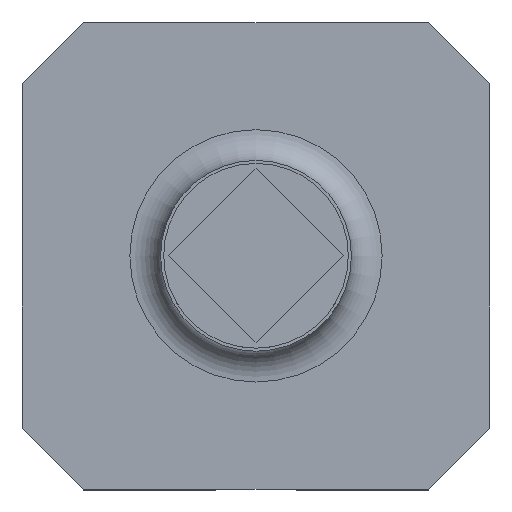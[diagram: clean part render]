
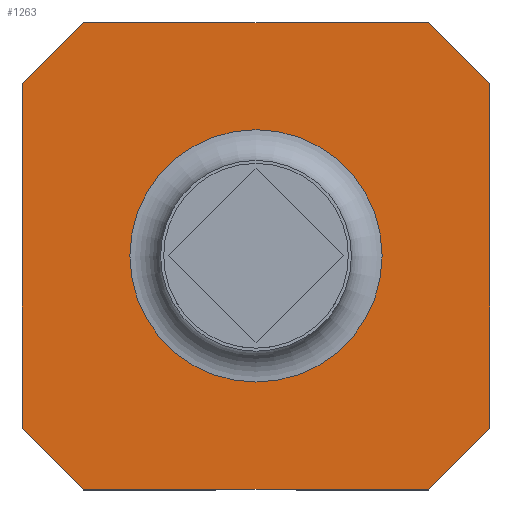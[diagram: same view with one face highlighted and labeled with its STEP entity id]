
A CAD part, top view. The second image highlights one B-rep face of the part: STEP entity #1263.
In plain terms, the highlighted planar face has unit normal (0, 0, 1).
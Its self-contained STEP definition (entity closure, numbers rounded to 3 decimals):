
#16=FACE_BOUND('',#119,.T.);
#21=CIRCLE('',#1333,2.05);
#51=FACE_OUTER_BOUND('',#118,.T.);
#118=EDGE_LOOP('',(#956,#957,#958,#959,#960,#961,#962,#963,#964,#965,#966,
#967));
#119=EDGE_LOOP('',(#968));
#184=LINE('',#1736,#356);
#186=LINE('',#1742,#358);
#195=LINE('',#1758,#367);
#251=LINE('',#1871,#423);
#256=LINE('',#1881,#428);
#262=LINE('',#1892,#434);
#265=LINE('',#1899,#437);
#266=LINE('',#1901,#438);
#267=LINE('',#1902,#439);
#268=LINE('',#1904,#440);
#269=LINE('',#1906,#441);
#270=LINE('',#1907,#442);
#356=VECTOR('',#1413,10.);
#358=VECTOR('',#1417,10.);
#367=VECTOR('',#1432,10.);
#423=VECTOR('',#1506,10.);
#428=VECTOR('',#1513,10.);
#434=VECTOR('',#1525,10.);
#437=VECTOR('',#1534,10.);
#438=VECTOR('',#1535,10.);
#439=VECTOR('',#1536,10.);
#440=VECTOR('',#1537,10.);
#441=VECTOR('',#1538,10.);
#442=VECTOR('',#1539,10.);
#521=VERTEX_POINT('',#1732);
#522=VERTEX_POINT('',#1734);
#523=VERTEX_POINT('',#1738);
#525=VERTEX_POINT('',#1741);
#576=VERTEX_POINT('',#1868);
#577=VERTEX_POINT('',#1870);
#579=VERTEX_POINT('',#1875);
#581=VERTEX_POINT('',#1879);
#584=VERTEX_POINT('',#1898);
#585=VERTEX_POINT('',#1900);
#586=VERTEX_POINT('',#1903);
#587=VERTEX_POINT('',#1905);
#588=VERTEX_POINT('',#1908);
#644=EDGE_CURVE('',#521,#522,#184,.T.);
#646=EDGE_CURVE('',#525,#523,#186,.T.);
#655=EDGE_CURVE('',#522,#525,#195,.T.);
#711=EDGE_CURVE('',#577,#576,#251,.T.);
#716=EDGE_CURVE('',#579,#581,#256,.T.);
#722=EDGE_CURVE('',#581,#577,#262,.T.);
#725=EDGE_CURVE('',#584,#523,#265,.T.);
#726=EDGE_CURVE('',#584,#585,#266,.T.);
#727=EDGE_CURVE('',#579,#585,#267,.T.);
#728=EDGE_CURVE('',#586,#576,#268,.T.);
#729=EDGE_CURVE('',#586,#587,#269,.T.);
#730=EDGE_CURVE('',#521,#587,#270,.T.);
#731=EDGE_CURVE('',#588,#588,#21,.T.);
#956=ORIENTED_EDGE('',*,*,#646,.T.);
#957=ORIENTED_EDGE('',*,*,#725,.F.);
#958=ORIENTED_EDGE('',*,*,#726,.T.);
#959=ORIENTED_EDGE('',*,*,#727,.F.);
#960=ORIENTED_EDGE('',*,*,#716,.T.);
#961=ORIENTED_EDGE('',*,*,#722,.T.);
#962=ORIENTED_EDGE('',*,*,#711,.T.);
#963=ORIENTED_EDGE('',*,*,#728,.F.);
#964=ORIENTED_EDGE('',*,*,#729,.T.);
#965=ORIENTED_EDGE('',*,*,#730,.F.);
#966=ORIENTED_EDGE('',*,*,#644,.T.);
#967=ORIENTED_EDGE('',*,*,#655,.T.);
#968=ORIENTED_EDGE('',*,*,#731,.F.);
#1178=PLANE('',#1332);
#1263=ADVANCED_FACE('',(#51,#16),#1178,.T.);
#1332=AXIS2_PLACEMENT_3D('',#1897,#1532,#1533);
#1333=AXIS2_PLACEMENT_3D('',#1909,#1540,#1541);
#1413=DIRECTION('',(0.,1.,0.));
#1417=DIRECTION('',(0.,-1.,0.));
#1432=DIRECTION('',(1.,0.,0.));
#1506=DIRECTION('',(0.,1.,0.));
#1513=DIRECTION('',(0.,-1.,0.));
#1525=DIRECTION('',(-1.,0.,0.));
#1532=DIRECTION('center_axis',(0.,0.,1.));
#1533=DIRECTION('ref_axis',(1.,0.,0.));
#1534=DIRECTION('',(-0.707,-0.707,0.));
#1535=DIRECTION('',(0.,1.,0.));
#1536=DIRECTION('',(0.707,-0.707,0.));
#1537=DIRECTION('',(0.707,0.707,0.));
#1538=DIRECTION('',(0.,-1.,0.));
#1539=DIRECTION('',(-0.707,0.707,0.));
#1540=DIRECTION('center_axis',(0.,0.,1.));
#1541=DIRECTION('ref_axis',(-1.,0.,0.));
#1732=CARTESIAN_POINT('',(-2.8,-3.8,1.9));
#1734=CARTESIAN_POINT('',(-2.8,-3.79,1.9));
#1736=CARTESIAN_POINT('',(-2.8,-1.9,1.9));
#1738=CARTESIAN_POINT('',(2.8,-3.8,1.9));
#1741=CARTESIAN_POINT('',(2.8,-3.79,1.9));
#1742=CARTESIAN_POINT('',(2.8,-1.9,1.9));
#1758=CARTESIAN_POINT('',(0.,-3.79,1.9));
#1868=CARTESIAN_POINT('',(-2.8,3.8,1.9));
#1870=CARTESIAN_POINT('',(-2.8,3.79,1.9));
#1871=CARTESIAN_POINT('',(-2.8,1.9,1.9));
#1875=CARTESIAN_POINT('',(2.8,3.8,1.9));
#1879=CARTESIAN_POINT('',(2.8,3.79,1.9));
#1881=CARTESIAN_POINT('',(2.8,1.9,1.9));
#1892=CARTESIAN_POINT('',(0.,3.79,1.9));
#1897=CARTESIAN_POINT('Origin',(0.,0.,1.9));
#1898=CARTESIAN_POINT('',(3.8,-2.8,1.9));
#1899=CARTESIAN_POINT('',(3.3,-3.3,1.9));
#1900=CARTESIAN_POINT('',(3.8,2.8,1.9));
#1901=CARTESIAN_POINT('',(3.8,-3.8,1.9));
#1902=CARTESIAN_POINT('',(3.3,3.3,1.9));
#1903=CARTESIAN_POINT('',(-3.8,2.8,1.9));
#1904=CARTESIAN_POINT('',(-3.3,3.3,1.9));
#1905=CARTESIAN_POINT('',(-3.8,-2.8,1.9));
#1906=CARTESIAN_POINT('',(-3.8,3.8,1.9));
#1907=CARTESIAN_POINT('',(-3.3,-3.3,1.9));
#1908=CARTESIAN_POINT('',(2.05,0.,1.9));
#1909=CARTESIAN_POINT('Origin',(0.,0.,1.9));
